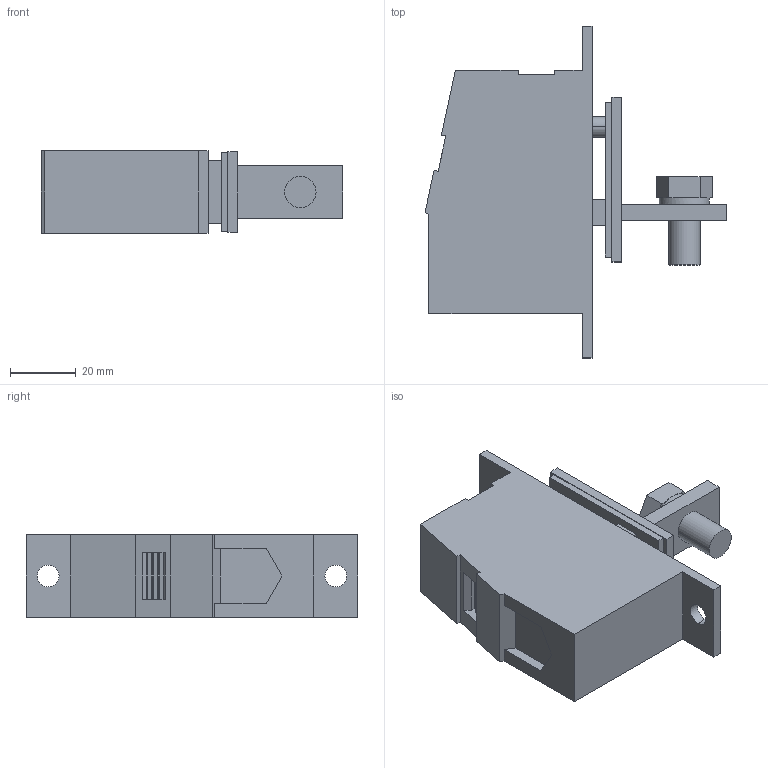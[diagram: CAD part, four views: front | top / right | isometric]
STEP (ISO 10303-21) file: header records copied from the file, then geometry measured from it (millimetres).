
FILE_DESCRIPTION(('SolidDesigner STEP Export'),'2;1');
FILE_NAME('0709916_hdfk95-f-vp_select.stp','2008-10-22T13:18:36',(''),(''),'OneSpace Designer STEP processor for AP214 (Solid Model)','OneSpace Designer 14.50 18-Oct-2006 (C) CoCreate Software GmbH','');
FILE_SCHEMA(('AUTOMOTIVE_DESIGN { 1 0 10303 214 1 1 1 1 }'));
Length unit declared in the file: millimetre
Products named in the file (2): 0709916_hdfk95-f-vp_select
Assembly tree (1 placements, depth 2):
  0709916_hdfk95-f-vp_select
    0709916_hdfk95-f-vp_select
Bounding box: 91.57 x 100.7 x 25 mm (x, y, z)
Volume: 99022.9 mm3; surface area: 20447.2 mm2
Topology: 1 solids, 1 shells, 116 faces, 304 edges, 199 vertices
Faces by surface type: plane 94, cylinder 22
Entity records: 4045 total; most frequent: ORIENTED_EDGE 608, CARTESIAN_POINT 561, DIRECTION 484, EDGE_CURVE 304, VECTOR 240, LINE 240, VERTEX_POINT 199, EDGE_LOOP 131
